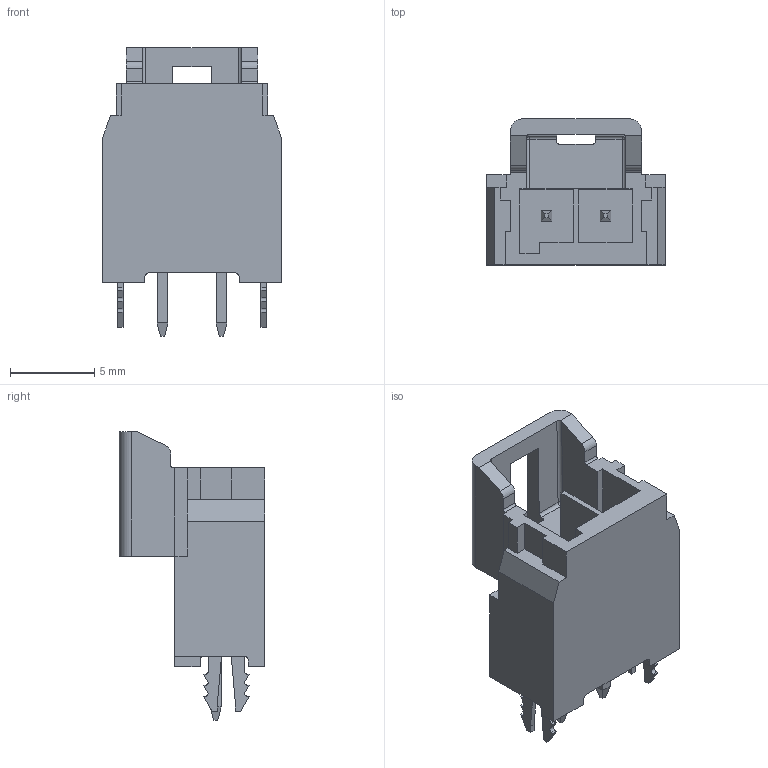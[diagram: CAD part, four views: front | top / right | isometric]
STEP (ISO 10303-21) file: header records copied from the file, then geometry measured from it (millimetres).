
FILE_DESCRIPTION((''),'2;1');
FILE_NAME('1722871102','2014-12-17T',('me'),(''),'PRO/ENGINEER BY PARAMETRIC TECHNOLOGY CORPORATION, 2011490','PRO/ENGINEER BY PARAMETRIC TECHNOLOGY CORPORATION, 2011490','');
FILE_SCHEMA(('CONFIG_CONTROL_DESIGN'));
Length unit declared in the file: millimetre
Products named in the file (1): 1722871102
Bounding box: 10.6 x 8.66 x 17.15 mm (x, y, z)
Volume: 506.3 mm3; surface area: 940.5 mm2
Topology: 1 solids, 1 shells, 223 faces, 626 edges, 412 vertices
Faces by surface type: plane 171, cylinder 50, sphere 2
Entity records: 7170 total; most frequent: CARTESIAN_POINT 1295, ORIENTED_EDGE 1236, DIRECTION 1168, EDGE_CURVE 618, VECTOR 516, LINE 516, VERTEX_POINT 404, AXIS2_PLACEMENT_3D 326
